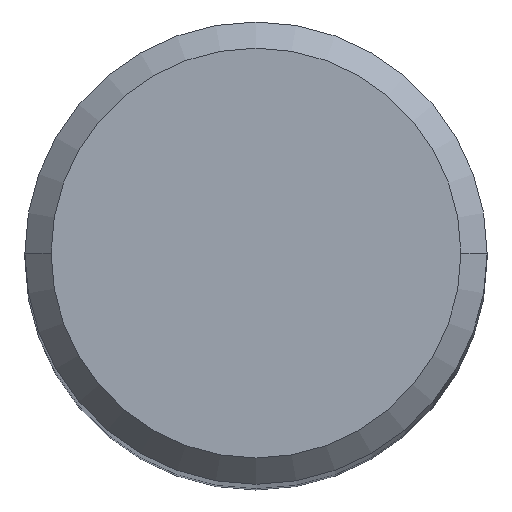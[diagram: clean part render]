
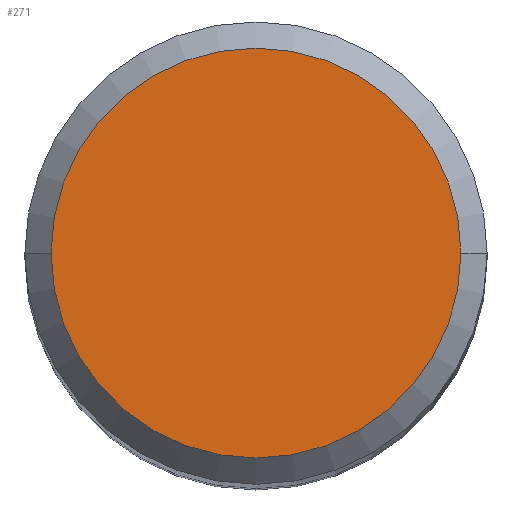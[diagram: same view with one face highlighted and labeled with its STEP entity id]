
A CAD part, top view. The second image highlights one B-rep face of the part: STEP entity #271.
In plain terms, the highlighted planar face has unit normal (0, 0, 1).
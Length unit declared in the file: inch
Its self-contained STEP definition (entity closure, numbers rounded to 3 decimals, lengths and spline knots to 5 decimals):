
#37 = AXIS2_PLACEMENT_3D ( 'NONE', #229, #341, #92 ) ;
#43 = CARTESIAN_POINT ( 'NONE',  ( 0.24435, 0., 0. ) ) ;
#46 = PLANE ( 'NONE',  #266 ) ;
#51 = EDGE_CURVE ( 'NONE', #362, #285, #349, .T. ) ;
#65 = DIRECTION ( 'NONE',  ( 1., 0., 0. ) ) ;
#67 = EDGE_CURVE ( 'NONE', #285, #362, #132, .T. ) ;
#71 = DIRECTION ( 'NONE',  ( -1., 0., 0. ) ) ;
#73 = ORIENTED_EDGE ( 'NONE', *, *, #51, .T. ) ;
#92 = DIRECTION ( 'NONE',  ( 1., 0., 0. ) ) ;
#126 = DIRECTION ( 'NONE',  ( 0., 0., -1. ) ) ;
#132 = CIRCLE ( 'NONE', #37, 0.24435 ) ;
#147 = AXIS2_PLACEMENT_3D ( 'NONE', #227, #190, #65 ) ;
#184 = FACE_OUTER_BOUND ( 'NONE', #337, .T. ) ;
#190 = DIRECTION ( 'NONE',  ( 0., 0., 1. ) ) ;
#212 = CARTESIAN_POINT ( 'NONE',  ( 0., 0., 0. ) ) ;
#227 = CARTESIAN_POINT ( 'NONE',  ( 0., 0., 0. ) ) ;
#229 = CARTESIAN_POINT ( 'NONE',  ( 0., 0., 0. ) ) ;
#247 = ORIENTED_EDGE ( 'NONE', *, *, #67, .T. ) ;
#266 = AXIS2_PLACEMENT_3D ( 'NONE', #212, #126, #71 ) ;
#271 = ADVANCED_FACE ( 'NONE', ( #184 ), #46, .F. ) ;
#285 = VERTEX_POINT ( 'NONE', #297 ) ;
#297 = CARTESIAN_POINT ( 'NONE',  ( -0.24435, 0., 0. ) ) ;
#337 = EDGE_LOOP ( 'NONE', ( #247, #73 ) ) ;
#341 = DIRECTION ( 'NONE',  ( 0., 0., 1. ) ) ;
#349 = CIRCLE ( 'NONE', #147, 0.24435 ) ;
#362 = VERTEX_POINT ( 'NONE', #43 ) ;
